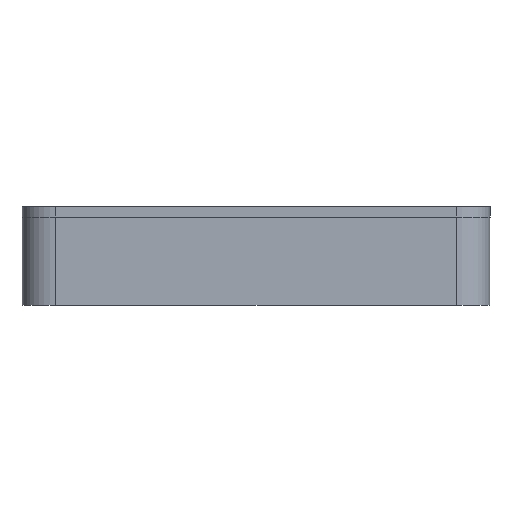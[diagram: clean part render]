
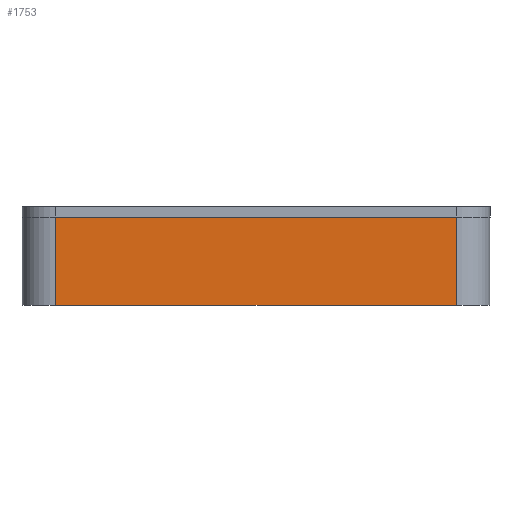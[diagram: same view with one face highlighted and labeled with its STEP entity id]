
A CAD part, front view. The second image highlights one B-rep face of the part: STEP entity #1753.
In plain terms, the highlighted planar face has unit normal (0, -1, 0).
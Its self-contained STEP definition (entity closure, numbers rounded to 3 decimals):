
#79=PLANE('',#1897);
#139=FACE_OUTER_BOUND('',#237,.T.);
#237=EDGE_LOOP('',(#1241,#1242,#1243,#1244));
#372=LINE('',#2635,#552);
#373=LINE('',#2647,#553);
#374=LINE('',#2651,#554);
#375=LINE('',#2652,#555);
#552=VECTOR('',#2092,10.);
#553=VECTOR('',#2105,10.);
#554=VECTOR('',#2110,10.);
#555=VECTOR('',#2111,10.);
#806=VERTEX_POINT('',#2632);
#807=VERTEX_POINT('',#2634);
#812=VERTEX_POINT('',#2646);
#813=VERTEX_POINT('',#2650);
#976=EDGE_CURVE('',#806,#807,#372,.T.);
#982=EDGE_CURVE('',#807,#812,#373,.T.);
#984=EDGE_CURVE('',#813,#806,#374,.T.);
#985=EDGE_CURVE('',#813,#812,#375,.T.);
#1241=ORIENTED_EDGE('',*,*,#982,.F.);
#1242=ORIENTED_EDGE('',*,*,#976,.F.);
#1243=ORIENTED_EDGE('',*,*,#984,.F.);
#1244=ORIENTED_EDGE('',*,*,#985,.T.);
#1753=ADVANCED_FACE('',(#139),#79,.T.);
#1897=AXIS2_PLACEMENT_3D('',#2649,#2108,#2109);
#2092=DIRECTION('',(1.,0.,0.));
#2105=DIRECTION('',(0.,0.,-1.));
#2108=DIRECTION('center_axis',(0.,-1.,0.));
#2109=DIRECTION('ref_axis',(1.,0.,0.));
#2110=DIRECTION('',(0.,0.,1.));
#2111=DIRECTION('',(1.,0.,0.));
#2632=CARTESIAN_POINT('',(-4.5,-9.5,13.));
#2634=CARTESIAN_POINT('',(54.5,-9.5,13.));
#2635=CARTESIAN_POINT('',(-9.5,-9.5,13.));
#2646=CARTESIAN_POINT('',(54.5,-9.5,0.));
#2647=CARTESIAN_POINT('',(54.5,-9.5,0.));
#2649=CARTESIAN_POINT('Origin',(-9.5,-9.5,0.));
#2650=CARTESIAN_POINT('',(-4.5,-9.5,0.));
#2651=CARTESIAN_POINT('',(-4.5,-9.5,0.));
#2652=CARTESIAN_POINT('',(-9.5,-9.5,0.));
